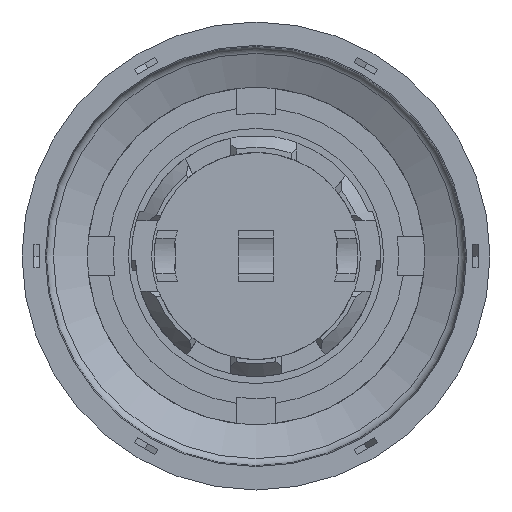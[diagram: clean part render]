
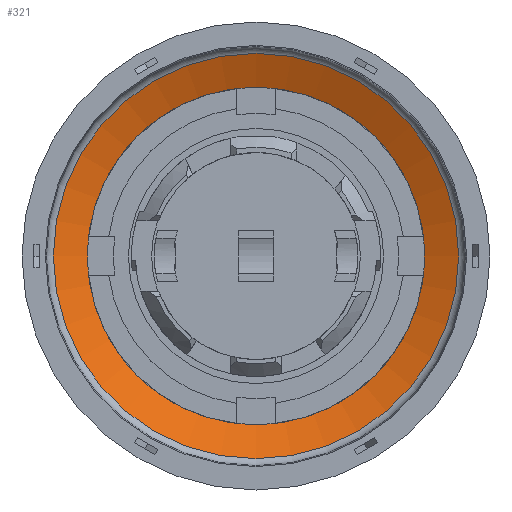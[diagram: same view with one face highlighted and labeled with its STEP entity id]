
A CAD part, front view. The second image highlights one B-rep face of the part: STEP entity #321.
In plain terms, the highlighted conical face has half-angle 66.457 degrees and reference radius 17.322 mm.
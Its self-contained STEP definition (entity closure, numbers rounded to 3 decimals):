
#321 = ADVANCED_FACE( '', ( #772, #773 ), #774, .F. );
#772 = FACE_OUTER_BOUND( '', #1364, .T. );
#773 = FACE_BOUND( '', #1365, .T. );
#774 = CONICAL_SURFACE( '', #1366, 17.322, 1.16 );
#1364 = EDGE_LOOP( '', ( #2337 ) );
#1365 = EDGE_LOOP( '', ( #2338 ) );
#1366 = AXIS2_PLACEMENT_3D( '', #2339, #2340, #2341 );
#2337 = ORIENTED_EDGE( '', *, *, #3753, .F. );
#2338 = ORIENTED_EDGE( '', *, *, #3754, .T. );
#2339 = CARTESIAN_POINT( '', ( 0., 16.075, 0. ) );
#2340 = DIRECTION( '', ( 0., -1., 0. ) );
#2341 = DIRECTION( '', ( 1., 0., 0. ) );
#3753 = EDGE_CURVE( '', #4608, #4608, #4609, .T. );
#3754 = EDGE_CURVE( '', #4610, #4610, #4611, .T. );
#4608 = VERTEX_POINT( '', #5801 );
#4609 = CIRCLE( '', #5802, 17.322 );
#4610 = VERTEX_POINT( '', #5803 );
#4611 = CIRCLE( '', #5804, 12.08 );
#5801 = CARTESIAN_POINT( '', ( -17.322, 16.075, 0. ) );
#5802 = AXIS2_PLACEMENT_3D( '', #6723, #6724, #6725 );
#5803 = CARTESIAN_POINT( '', ( -12.08, 18.359, 0. ) );
#5804 = AXIS2_PLACEMENT_3D( '', #6726, #6727, #6728 );
#6723 = CARTESIAN_POINT( '', ( 0., 16.075, 0. ) );
#6724 = DIRECTION( '', ( 0., 1., 0. ) );
#6725 = DIRECTION( '', ( -1., 0., 0. ) );
#6726 = CARTESIAN_POINT( '', ( 0., 18.359, 0. ) );
#6727 = DIRECTION( '', ( 0., 1., 0. ) );
#6728 = DIRECTION( '', ( -1., 0., 0. ) );
